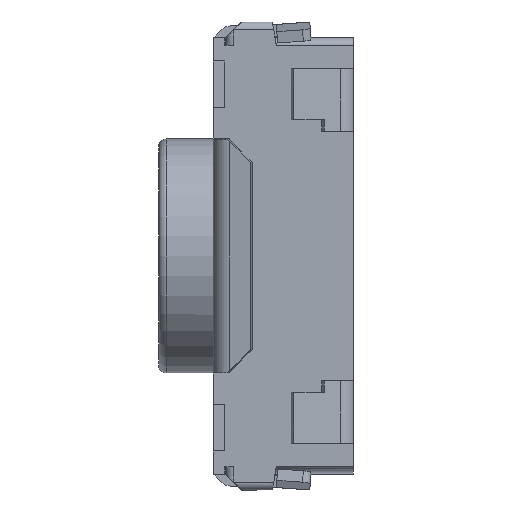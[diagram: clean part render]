
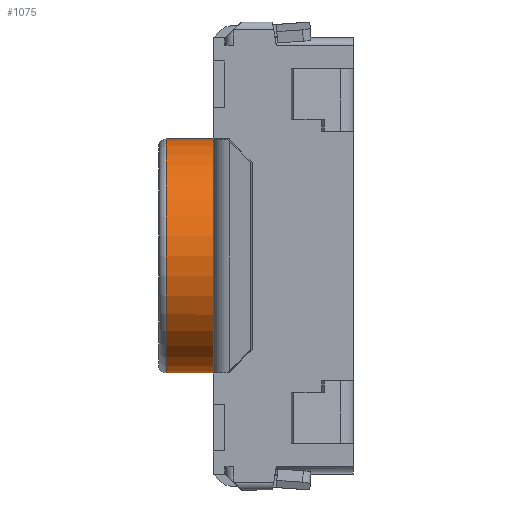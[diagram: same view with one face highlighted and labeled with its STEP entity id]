
A CAD part, left-side view. The second image highlights one B-rep face of the part: STEP entity #1075.
In plain terms, the highlighted cylindrical face has radius 1.5 mm (diameter 3 mm), a partial arc.
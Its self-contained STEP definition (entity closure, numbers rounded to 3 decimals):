
#216 = DIRECTION ( 'NONE',  ( 0., -1., 0. ) ) ;
#273 = CIRCLE ( 'NONE', #864, 1.5 ) ;
#864 = AXIS2_PLACEMENT_3D ( 'NONE', #3216, #8054, #3915 ) ;
#1075 = ADVANCED_FACE ( 'NONE', ( #3636 ), #8743, .T. ) ;
#1472 = EDGE_CURVE ( 'NONE', #3602, #2054, #8182, .T. ) ;
#1511 = CARTESIAN_POINT ( 'NONE',  ( 0., 2.4, -1.5 ) ) ;
#1681 = AXIS2_PLACEMENT_3D ( 'NONE', #1793, #216, #5004 ) ;
#1752 = EDGE_CURVE ( 'NONE', #3602, #5174, #5313, .T. ) ;
#1793 = CARTESIAN_POINT ( 'NONE',  ( 0., 2.4, 0. ) ) ;
#1852 = ORIENTED_EDGE ( 'NONE', *, *, #3174, .T. ) ;
#2054 = VERTEX_POINT ( 'NONE', #6441 ) ;
#2487 = CARTESIAN_POINT ( 'NONE',  ( 0., 2.5, 0. ) ) ;
#3174 = EDGE_CURVE ( 'NONE', #3307, #2054, #273, .T. ) ;
#3216 = CARTESIAN_POINT ( 'NONE',  ( 0., 1.65, 0. ) ) ;
#3307 = VERTEX_POINT ( 'NONE', #7472 ) ;
#3514 = EDGE_CURVE ( 'NONE', #5174, #3307, #5949, .T. ) ;
#3602 = VERTEX_POINT ( 'NONE', #8473 ) ;
#3636 = FACE_OUTER_BOUND ( 'NONE', #5587, .T. ) ;
#3749 = ORIENTED_EDGE ( 'NONE', *, *, #3514, .T. ) ;
#3915 = DIRECTION ( 'NONE',  ( 0., 0., 1. ) ) ;
#4476 = AXIS2_PLACEMENT_3D ( 'NONE', #2487, #6607, #8013 ) ;
#5004 = DIRECTION ( 'NONE',  ( 0., 0., 1. ) ) ;
#5174 = VERTEX_POINT ( 'NONE', #1511 ) ;
#5313 = CIRCLE ( 'NONE', #1681, 1.5 ) ;
#5521 = VECTOR ( 'NONE', #7655, 1000. ) ;
#5587 = EDGE_LOOP ( 'NONE', ( #7049, #6206, #3749, #1852 ) ) ;
#5949 = LINE ( 'NONE', #7000, #7573 ) ;
#6206 = ORIENTED_EDGE ( 'NONE', *, *, #1752, .T. ) ;
#6441 = CARTESIAN_POINT ( 'NONE',  ( 0., 1.65, 1.5 ) ) ;
#6607 = DIRECTION ( 'NONE',  ( 0., -1., 0. ) ) ;
#7000 = CARTESIAN_POINT ( 'NONE',  ( 0., 2.5, -1.5 ) ) ;
#7049 = ORIENTED_EDGE ( 'NONE', *, *, #1472, .F. ) ;
#7472 = CARTESIAN_POINT ( 'NONE',  ( 0., 1.65, -1.5 ) ) ;
#7573 = VECTOR ( 'NONE', #7692, 1000. ) ;
#7655 = DIRECTION ( 'NONE',  ( 0., -1., 0. ) ) ;
#7692 = DIRECTION ( 'NONE',  ( 0., -1., 0. ) ) ;
#8013 = DIRECTION ( 'NONE',  ( 0., 0., -1. ) ) ;
#8054 = DIRECTION ( 'NONE',  ( 0., 1., 0. ) ) ;
#8182 = LINE ( 'NONE', #8365, #5521 ) ;
#8365 = CARTESIAN_POINT ( 'NONE',  ( 0., 2.5, 1.5 ) ) ;
#8473 = CARTESIAN_POINT ( 'NONE',  ( 0., 2.4, 1.5 ) ) ;
#8743 = CYLINDRICAL_SURFACE ( 'NONE', #4476, 1.5 ) ;
